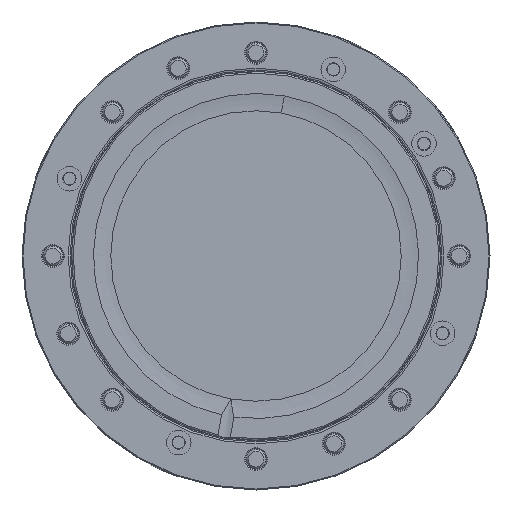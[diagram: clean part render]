
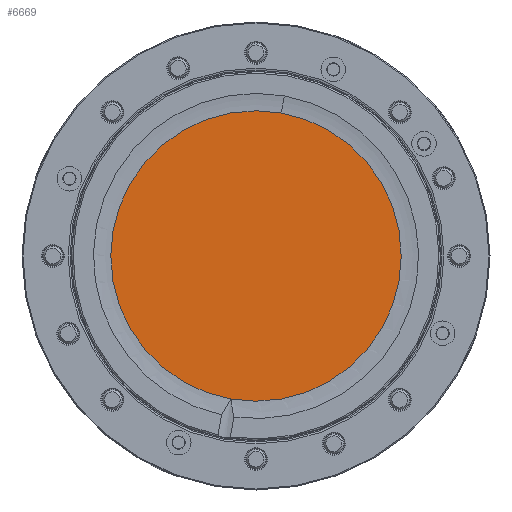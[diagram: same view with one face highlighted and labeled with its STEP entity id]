
A CAD part, front view. The second image highlights one B-rep face of the part: STEP entity #6669.
In plain terms, the highlighted planar face has unit normal (0, -1, 0).
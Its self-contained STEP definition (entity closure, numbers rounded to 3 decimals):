
#786 = EDGE_CURVE ( 'NONE', #10950, #18613, #7246, .T. ) ;
#1752 = EDGE_LOOP ( 'NONE', ( #23977, #4663 ) ) ;
#4074 = DIRECTION ( 'NONE',  ( 0., 1., 0. ) ) ;
#4663 = ORIENTED_EDGE ( 'NONE', *, *, #6018, .F. ) ;
#4683 = DIRECTION ( 'NONE',  ( 0., 1., 0. ) ) ;
#5307 = CIRCLE ( 'NONE', #19304, 58.947 ) ;
#5896 = DIRECTION ( 'NONE',  ( 0.174, 0., 0.985 ) ) ;
#6018 = EDGE_CURVE ( 'NONE', #18613, #10950, #5307, .T. ) ;
#6669 = ADVANCED_FACE ( 'NONE', ( #23408 ), #28850, .T. ) ;
#6967 = CARTESIAN_POINT ( 'NONE',  ( 0., -44.5, 0. ) ) ;
#7246 = CIRCLE ( 'NONE', #27844, 58.947 ) ;
#10950 = VERTEX_POINT ( 'NONE', #27935 ) ;
#12819 = DIRECTION ( 'NONE',  ( 0.174, 0., 0.985 ) ) ;
#14922 = DIRECTION ( 'NONE',  ( 0., -1., 0. ) ) ;
#18613 = VERTEX_POINT ( 'NONE', #23157 ) ;
#19304 = AXIS2_PLACEMENT_3D ( 'NONE', #19665, #4074, #12819 ) ;
#19665 = CARTESIAN_POINT ( 'NONE',  ( 0., -44.5, 0. ) ) ;
#21201 = AXIS2_PLACEMENT_3D ( 'NONE', #26771, #14922, #28489 ) ;
#23157 = CARTESIAN_POINT ( 'NONE',  ( 10.266, -44.5, 58.046 ) ) ;
#23408 = FACE_OUTER_BOUND ( 'NONE', #1752, .T. ) ;
#23977 = ORIENTED_EDGE ( 'NONE', *, *, #786, .F. ) ;
#26771 = CARTESIAN_POINT ( 'NONE',  ( 31.979, -44.5, -5.656 ) ) ;
#27844 = AXIS2_PLACEMENT_3D ( 'NONE', #6967, #4683, #5896 ) ;
#27935 = CARTESIAN_POINT ( 'NONE',  ( -10.266, -44.5, -58.046 ) ) ;
#28489 = DIRECTION ( 'NONE',  ( -0.174, 0., -0.985 ) ) ;
#28850 = PLANE ( 'NONE',  #21201 ) ;
